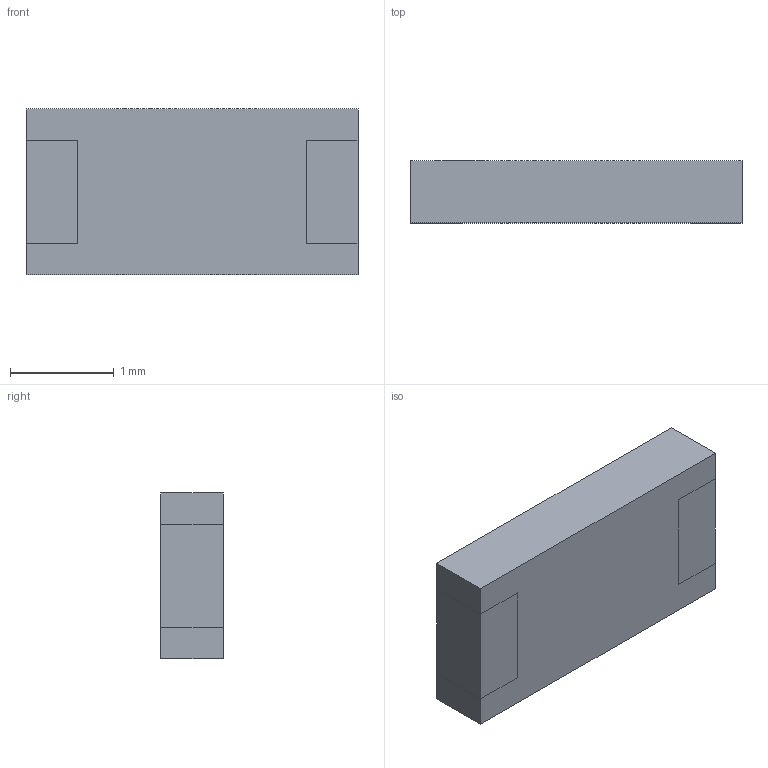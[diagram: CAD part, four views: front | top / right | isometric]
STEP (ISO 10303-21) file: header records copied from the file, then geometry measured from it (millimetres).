
FILE_DESCRIPTION (( 'STEP AP214' ), '1' );
FILE_NAME ('AH316M245001-T.STEP', '2024-01-29T20:01:03', ( '' ), ( '' ), 'SwSTEP 2.0', 'SolidWorks 2021', '' );
FILE_SCHEMA (( 'AUTOMOTIVE_DESIGN' ));
Length unit declared in the file: millimetre
Products named in the file (1): AH316M245001-T
Bounding box: 3.2 x 0.6 x 1.6 mm (x, y, z)
Volume: 3.1 mm3; surface area: 21.1 mm2
Topology: 4 solids, 4 shells, 41 faces, 96 edges, 64 vertices
Faces by surface type: plane 37, cylinder 4
Entity records: 1219 total; most frequent: CARTESIAN_POINT 202, ORIENTED_EDGE 192, DIRECTION 188, EDGE_CURVE 96, VECTOR 88, LINE 88, VERTEX_POINT 64, AXIS2_PLACEMENT_3D 50
